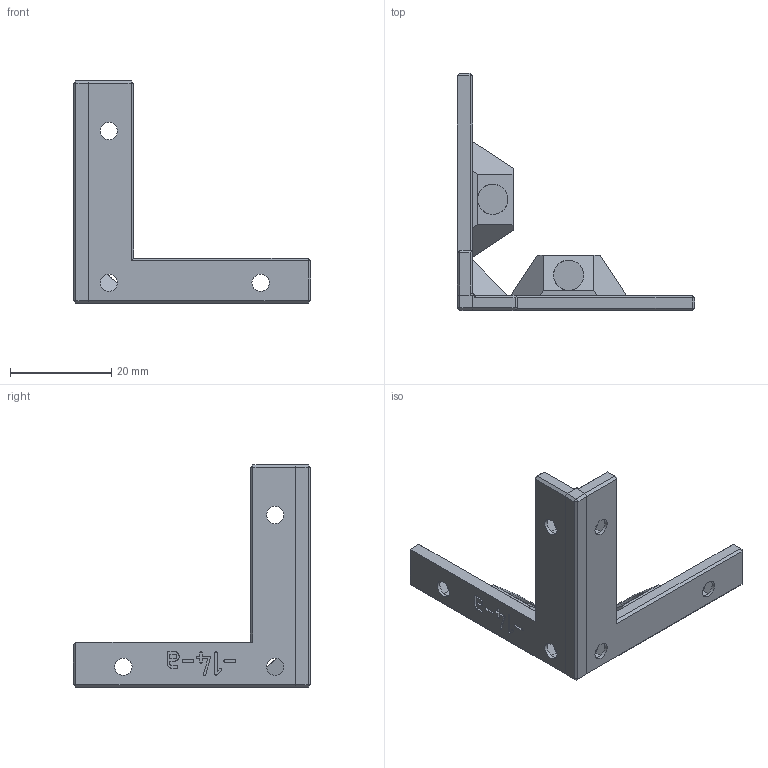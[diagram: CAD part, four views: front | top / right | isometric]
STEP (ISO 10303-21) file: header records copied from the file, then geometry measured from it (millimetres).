
FILE_DESCRIPTION(('FreeCAD Model'),'2;1');
FILE_NAME('Open CASCADE Shape Model','2023-10-07T19:32:04',(''),(''), 'Open CASCADE STEP processor 7.6','FreeCAD','Unknown');
FILE_SCHEMA(('AUTOMOTIVE_DESIGN { 1 0 10303 214 1 1 1 1 }'));
Length unit declared in the file: millimetre
Products named in the file (1): P0170-14-b_Eckverbinder_Magnet_unten
Bounding box: 46.9 x 46.9 x 43.9 mm (x, y, z)
Volume: 5455 mm3; surface area: 4566.2 mm2
Topology: 1 solids, 1 shells, 210 faces, 544 edges, 344 vertices
Faces by surface type: plane 153, extrusion 47, cylinder 8, bspline 2
Full cylindrical faces by diameter (mm): 3.4 x6, 6 x2
Entity records: 14152 total; most frequent: CARTESIAN_POINT 3477, DIRECTION 1803, VECTOR 1425, LINE 1378, ORIENTED_EDGE 1080, PCURVE 1080, DEFINITIONAL_REPRESENTATION 1080, EDGE_CURVE 540
